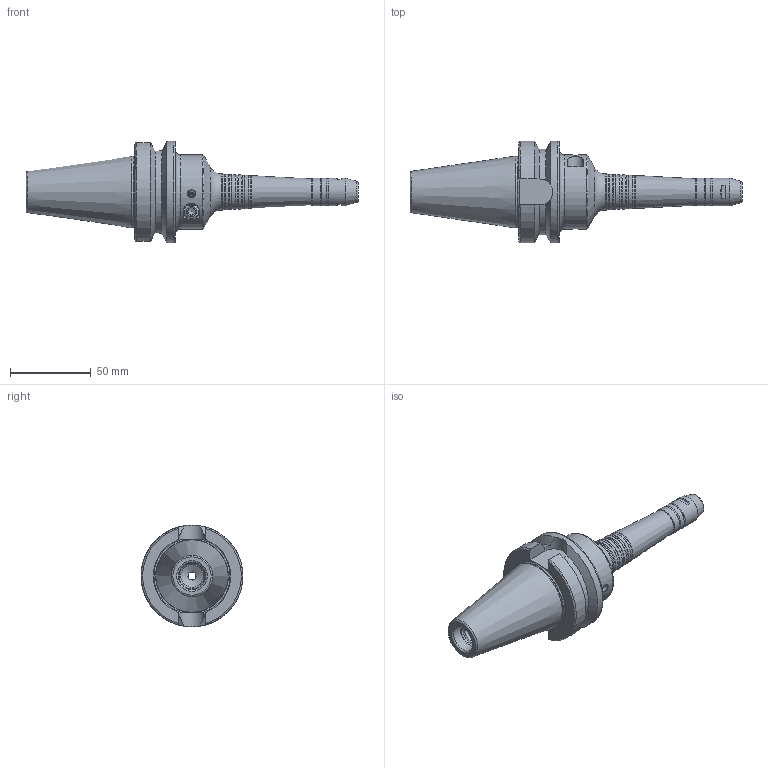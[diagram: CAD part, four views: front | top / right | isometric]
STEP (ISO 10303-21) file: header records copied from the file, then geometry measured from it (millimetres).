
FILE_DESCRIPTION((''),'2;1');
FILE_NAME('395006306140 BT40-PHC06SB-140-NC-3D.stp','2022-12-07T15:14:01',('nttooll'),(''),'Autodesk Inventor 2012','Autodesk Inventor 2012','');
FILE_SCHEMA(('AUTOMOTIVE_DESIGN { 1 0 10303 214 1 1 1 1 }'));
Length unit declared in the file: millimetre
Products named in the file (1): 395006306140 BT40-PHC06SB-140-NC-3D
Bounding box: 205.4 x 63 x 63 mm (x, y, z)
Volume: 172772.6 mm3; surface area: 33532.4 mm2
Topology: 1 solids, 1 shells, 162 faces, 365 edges, 221 vertices
Faces by surface type: cone 58, cylinder 48, plane 40, torus 15, revolution 1
Full cylindrical faces by diameter (mm): 0.7 x2, 2.309 x2, 3 x1, 4 x2, 4.1 x1, 4.619 x2, 5 x3, 6 x2, 6.8 x2, 9 x2, 12 x1, 14 x1, 14.25 x1, 16 x1, 17 x4, 17.4 x1, 43.5 x1, 45.8 x1, 63 x1
Entity records: 4268 total; most frequent: CARTESIAN_POINT 1058, DIRECTION 695, ORIENTED_EDGE 520, AXIS2_PLACEMENT_3D 320, EDGE_LOOP 275, EDGE_CURVE 260, VERTEX_POINT 207, FACE_OUTER_BOUND 162
